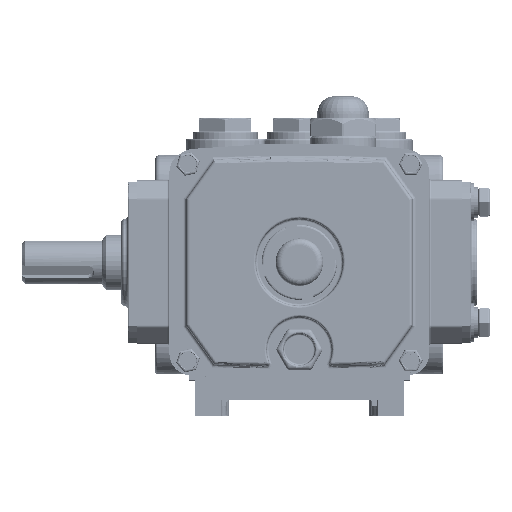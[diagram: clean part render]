
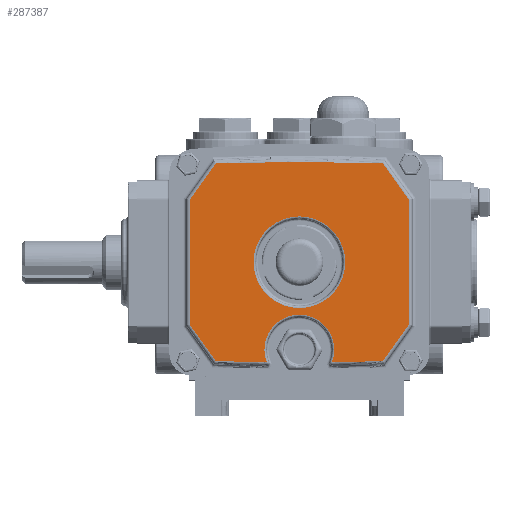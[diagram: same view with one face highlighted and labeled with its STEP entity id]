
A CAD part, top view. The second image highlights one B-rep face of the part: STEP entity #287387.
In plain terms, the highlighted planar face has unit normal (0, 0, 1).
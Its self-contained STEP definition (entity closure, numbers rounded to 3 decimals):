
#2415 = LINE ( 'NONE', #28688, #8787 ) ;
#2418 = LINE ( 'NONE', #28692, #8788 ) ;
#2421 = LINE ( 'NONE', #28698, #8791 ) ;
#2425 = LINE ( 'NONE', #28713, #8795 ) ;
#2427 = LINE ( 'NONE', #28719, #8797 ) ;
#2430 = LINE ( 'NONE', #28725, #8800 ) ;
#8102 = CIRCLE ( 'NONE', #8122, 21. ) ;
#8122 = AXIS2_PLACEMENT_3D ( 'NONE', #23020, #23022, #23024 ) ;
#8223 = CIRCLE ( 'NONE', #8236, 16. ) ;
#8236 = AXIS2_PLACEMENT_3D ( 'NONE', #23157, #23159, #23161 ) ;
#8248 = CIRCLE ( 'NONE', #8251, 16. ) ;
#8251 = AXIS2_PLACEMENT_3D ( 'NONE', #23176, #23178, #23179 ) ;
#8356 = CIRCLE ( 'NONE', #8362, 1452.102 ) ;
#8362 = AXIS2_PLACEMENT_3D ( 'NONE', #23255, #23256, #23257 ) ;
#8752 = CIRCLE ( 'NONE', #8780, 21. ) ;
#8755 = CIRCLE ( 'NONE', #8781, 1452.102 ) ;
#8757 = CIRCLE ( 'NONE', #8784, 16. ) ;
#8777 = CIRCLE ( 'NONE', #8793, 1452.102 ) ;
#8780 = AXIS2_PLACEMENT_3D ( 'NONE', #28663, #28665, #28667 ) ;
#8781 = AXIS2_PLACEMENT_3D ( 'NONE', #28669, #28671, #28674 ) ;
#8784 = AXIS2_PLACEMENT_3D ( 'NONE', #28679, #28683, #28684 ) ;
#8787 = VECTOR ( 'NONE', #28689, 1000. ) ;
#8788 = VECTOR ( 'NONE', #28694, 1000. ) ;
#8791 = VECTOR ( 'NONE', #28701, 1000. ) ;
#8793 = AXIS2_PLACEMENT_3D ( 'NONE', #28707, #28709, #28711 ) ;
#8795 = VECTOR ( 'NONE', #28715, 1000. ) ;
#8797 = VECTOR ( 'NONE', #28722, 1000. ) ;
#8800 = VECTOR ( 'NONE', #28728, 1000. ) ;
#23020 = CARTESIAN_POINT ( 'NONE',  ( 0., 36., 243.75 ) ) ;
#23022 = DIRECTION ( 'NONE',  ( 0., 0., -1. ) ) ;
#23024 = DIRECTION ( 'NONE',  ( -1., 0., 0. ) ) ;
#23157 = CARTESIAN_POINT ( 'NONE',  ( 0., -4., 243.75 ) ) ;
#23159 = DIRECTION ( 'NONE',  ( 0., 0., -1. ) ) ;
#23161 = DIRECTION ( 'NONE',  ( -1., 0., 0. ) ) ;
#23176 = CARTESIAN_POINT ( 'NONE',  ( 0., -4., 243.75 ) ) ;
#23178 = DIRECTION ( 'NONE',  ( 0., 0., -1. ) ) ;
#23179 = DIRECTION ( 'NONE',  ( -1., 0., 0. ) ) ;
#23255 = CARTESIAN_POINT ( 'NONE',  ( 0., 1442.329, 243.75 ) ) ;
#23256 = DIRECTION ( 'NONE',  ( 0., 0., 1. ) ) ;
#23257 = DIRECTION ( 'NONE',  ( -1., 0., 0. ) ) ;
#28663 = CARTESIAN_POINT ( 'NONE',  ( 0., 36., 243.75 ) ) ;
#28665 = DIRECTION ( 'NONE',  ( 0., 0., -1. ) ) ;
#28667 = DIRECTION ( 'NONE',  ( -1., 0., 0. ) ) ;
#28669 = CARTESIAN_POINT ( 'NONE',  ( 0., 1442.329, 243.75 ) ) ;
#28671 = DIRECTION ( 'NONE',  ( 0., 0., 1. ) ) ;
#28674 = DIRECTION ( 'NONE',  ( -1., 0., 0. ) ) ;
#28679 = CARTESIAN_POINT ( 'NONE',  ( 0., -4., 243.75 ) ) ;
#28683 = DIRECTION ( 'NONE',  ( 0., 0., -1. ) ) ;
#28684 = DIRECTION ( 'NONE',  ( -1., 0., 0. ) ) ;
#28688 = CARTESIAN_POINT ( 'NONE',  ( -619.7, -925.192, 243.75 ) ) ;
#28689 = DIRECTION ( 'NONE',  ( 0.583, 0.812, 0. ) ) ;
#28692 = CARTESIAN_POINT ( 'NONE',  ( 50.25, -1370.329, 243.75 ) ) ;
#28694 = DIRECTION ( 'NONE',  ( 0., 1., 0. ) ) ;
#28698 = CARTESIAN_POINT ( 'NONE',  ( 713.019, -858.161, 243.75 ) ) ;
#28701 = DIRECTION ( 'NONE',  ( -0.583, 0.812, 0. ) ) ;
#28707 = CARTESIAN_POINT ( 'NONE',  ( 0., -1370.329, 243.75 ) ) ;
#28709 = DIRECTION ( 'NONE',  ( 0., 0., 1. ) ) ;
#28711 = DIRECTION ( 'NONE',  ( -1., 0., 0. ) ) ;
#28713 = CARTESIAN_POINT ( 'NONE',  ( -713.019, -858.161, 243.75 ) ) ;
#28715 = DIRECTION ( 'NONE',  ( -0.583, -0.812, 0. ) ) ;
#28719 = CARTESIAN_POINT ( 'NONE',  ( -50.25, -1370.329, 243.75 ) ) ;
#28722 = DIRECTION ( 'NONE',  ( 0., -1., 0. ) ) ;
#28725 = CARTESIAN_POINT ( 'NONE',  ( 619.7, -925.192, 243.75 ) ) ;
#28728 = DIRECTION ( 'NONE',  ( 0.583, -0.812, 0. ) ) ;
#112135 = CARTESIAN_POINT ( 'NONE',  ( 16., -4., 243.75 ) ) ;
#112138 = CARTESIAN_POINT ( 'NONE',  ( -16., -4., 243.75 ) ) ;
#112143 = CARTESIAN_POINT ( 'NONE',  ( -14.952, -9.696, 243.75 ) ) ;
#112159 = CARTESIAN_POINT ( 'NONE',  ( 14.952, -9.696, 243.75 ) ) ;
#112162 = CARTESIAN_POINT ( 'NONE',  ( 38.216, -9.27, 243.75 ) ) ;
#112445 = CARTESIAN_POINT ( 'NONE',  ( -38.216, -9.27, 243.75 ) ) ;
#112449 = CARTESIAN_POINT ( 'NONE',  ( 50.25, 7.483, 243.75 ) ) ;
#112452 = CARTESIAN_POINT ( 'NONE',  ( 50.25, 64.517, 243.75 ) ) ;
#112455 = CARTESIAN_POINT ( 'NONE',  ( 38.216, 81.27, 243.75 ) ) ;
#112458 = CARTESIAN_POINT ( 'NONE',  ( -38.216, 81.27, 243.75 ) ) ;
#112460 = CARTESIAN_POINT ( 'NONE',  ( -50.25, 64.517, 243.75 ) ) ;
#112462 = CARTESIAN_POINT ( 'NONE',  ( -50.25, 7.483, 243.75 ) ) ;
#230062 = CARTESIAN_POINT ( 'NONE',  ( 21., 36., 243.75 ) ) ;
#230063 = CARTESIAN_POINT ( 'NONE',  ( -21., 36., 243.75 ) ) ;
#244836 = PLANE ( 'NONE',  #245890 ) ;
#244837 = CARTESIAN_POINT ( 'NONE',  ( 0., -1370.329, 243.75 ) ) ;
#244838 = DIRECTION ( 'NONE',  ( 0., 0., -1. ) ) ;
#244840 = DIRECTION ( 'NONE',  ( -1., 0., 0. ) ) ;
#245810 = FACE_BOUND ( 'NONE', #286161, .T. ) ;
#245811 = FACE_OUTER_BOUND ( 'NONE', #286163, .T. ) ;
#245890 = AXIS2_PLACEMENT_3D ( 'NONE', #244837, #244838, #244840 ) ;
#281536 = VERTEX_POINT ( 'NONE', #230062 ) ;
#281790 = VERTEX_POINT ( 'NONE', #230063 ) ;
#286161 = EDGE_LOOP ( 'NONE', ( #295707, #295709 ) ) ;
#286163 = EDGE_LOOP ( 'NONE', ( #295711, #295715, #295705, #295713, #295717, #295719, #295723, #295721, #295725, #295727, #295729, #295731 ) ) ;
#287387 = ADVANCED_FACE ( 'NONE', ( #245810, #245811 ), #244836, .F. ) ;
#288800 = EDGE_CURVE ( 'NONE', #281790, #281536, #8102, .T. ) ;
#288850 = EDGE_CURVE ( 'NONE', #297777, #297774, #8223, .T. ) ;
#288858 = EDGE_CURVE ( 'NONE', #297783, #297777, #8248, .T. ) ;
#288935 = EDGE_CURVE ( 'NONE', #297795, #297797, #8356, .T. ) ;
#289417 = EDGE_CURVE ( 'NONE', #281536, #281790, #8752, .T. ) ;
#289419 = EDGE_CURVE ( 'NONE', #298038, #297783, #8755, .T. ) ;
#289422 = EDGE_CURVE ( 'NONE', #297774, #297795, #8757, .T. ) ;
#289423 = EDGE_CURVE ( 'NONE', #297797, #298040, #2415, .T. ) ;
#289425 = EDGE_CURVE ( 'NONE', #298040, #298042, #2418, .T. ) ;
#289427 = EDGE_CURVE ( 'NONE', #298042, #298044, #2421, .T. ) ;
#289431 = EDGE_CURVE ( 'NONE', #298044, #298046, #8777, .T. ) ;
#289433 = EDGE_CURVE ( 'NONE', #298046, #298048, #2425, .T. ) ;
#289436 = EDGE_CURVE ( 'NONE', #298048, #298051, #2427, .T. ) ;
#289439 = EDGE_CURVE ( 'NONE', #298051, #298038, #2430, .T. ) ;
#295705 = ORIENTED_EDGE ( 'NONE', *, *, #288850, .T. ) ;
#295707 = ORIENTED_EDGE ( 'NONE', *, *, #288800, .T. ) ;
#295709 = ORIENTED_EDGE ( 'NONE', *, *, #289417, .T. ) ;
#295711 = ORIENTED_EDGE ( 'NONE', *, *, #289419, .T. ) ;
#295713 = ORIENTED_EDGE ( 'NONE', *, *, #289422, .T. ) ;
#295715 = ORIENTED_EDGE ( 'NONE', *, *, #288858, .T. ) ;
#295717 = ORIENTED_EDGE ( 'NONE', *, *, #288935, .T. ) ;
#295719 = ORIENTED_EDGE ( 'NONE', *, *, #289423, .T. ) ;
#295721 = ORIENTED_EDGE ( 'NONE', *, *, #289427, .T. ) ;
#295723 = ORIENTED_EDGE ( 'NONE', *, *, #289425, .T. ) ;
#295725 = ORIENTED_EDGE ( 'NONE', *, *, #289431, .T. ) ;
#295727 = ORIENTED_EDGE ( 'NONE', *, *, #289433, .T. ) ;
#295729 = ORIENTED_EDGE ( 'NONE', *, *, #289436, .T. ) ;
#295731 = ORIENTED_EDGE ( 'NONE', *, *, #289439, .T. ) ;
#297774 = VERTEX_POINT ( 'NONE', #112135 ) ;
#297777 = VERTEX_POINT ( 'NONE', #112138 ) ;
#297783 = VERTEX_POINT ( 'NONE', #112143 ) ;
#297795 = VERTEX_POINT ( 'NONE', #112159 ) ;
#297797 = VERTEX_POINT ( 'NONE', #112162 ) ;
#298038 = VERTEX_POINT ( 'NONE', #112445 ) ;
#298040 = VERTEX_POINT ( 'NONE', #112449 ) ;
#298042 = VERTEX_POINT ( 'NONE', #112452 ) ;
#298044 = VERTEX_POINT ( 'NONE', #112455 ) ;
#298046 = VERTEX_POINT ( 'NONE', #112458 ) ;
#298048 = VERTEX_POINT ( 'NONE', #112460 ) ;
#298051 = VERTEX_POINT ( 'NONE', #112462 ) ;
